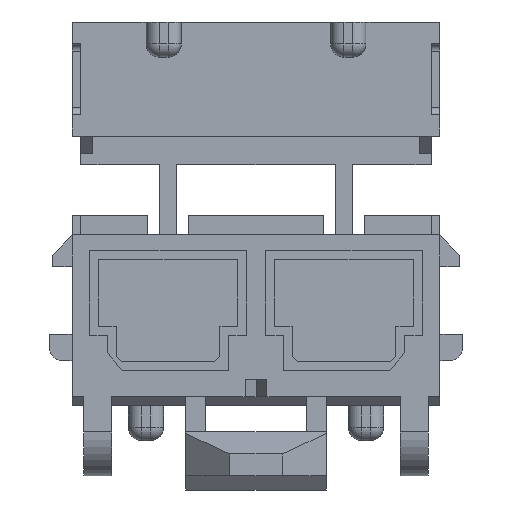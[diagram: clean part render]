
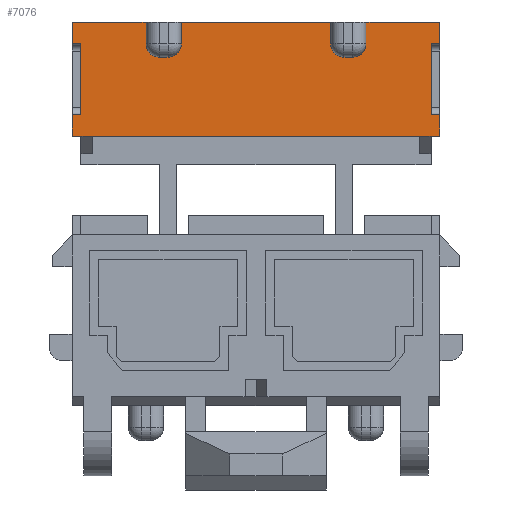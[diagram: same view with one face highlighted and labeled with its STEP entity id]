
A CAD part, front view. The second image highlights one B-rep face of the part: STEP entity #7076.
In plain terms, the highlighted planar face has unit normal (0, -1, 0).
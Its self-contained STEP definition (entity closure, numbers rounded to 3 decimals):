
#1141=DIRECTION('',(1.,0.,0.));
#1142=VECTOR('',#1141,18.6);
#1143=CARTESIAN_POINT('',(-9.3,9.,9.9));
#1144=LINE('',#1143,#1142);
#1161=DIRECTION('',(1.,0.,0.));
#1162=VECTOR('',#1161,0.5);
#1163=CARTESIAN_POINT('',(9.95,9.,9.9));
#1164=LINE('',#1163,#1162);
#1173=DIRECTION('',(1.,0.,0.));
#1174=VECTOR('',#1173,0.5);
#1175=CARTESIAN_POINT('',(-10.45,9.,9.9));
#1176=LINE('',#1175,#1174);
#1597=DIRECTION('',(0.,0.,-1.));
#1598=VECTOR('',#1597,4.);
#1599=CARTESIAN_POINT('',(9.95,9.,15.15));
#1600=LINE('',#1599,#1598);
#1601=DIRECTION('',(-1.,0.,0.));
#1602=VECTOR('',#1601,0.5);
#1603=CARTESIAN_POINT('',(10.45,9.,11.15));
#1604=LINE('',#1603,#1602);
#1605=DIRECTION('',(-1.,0.,0.));
#1606=VECTOR('',#1605,0.65);
#1607=CARTESIAN_POINT('',(9.95,9.,9.9));
#1608=LINE('',#1607,#1606);
#1609=DIRECTION('',(1.,0.,0.));
#1610=VECTOR('',#1609,0.65);
#1611=CARTESIAN_POINT('',(-9.95,9.,9.9));
#1612=LINE('',#1611,#1610);
#1613=DIRECTION('',(1.,0.,0.));
#1614=VECTOR('',#1613,0.5);
#1615=CARTESIAN_POINT('',(-10.45,9.,11.15));
#1616=LINE('',#1615,#1614);
#1617=DIRECTION('',(0.,0.,1.));
#1618=VECTOR('',#1617,4.);
#1619=CARTESIAN_POINT('',(-9.95,9.,11.15));
#1620=LINE('',#1619,#1618);
#1621=DIRECTION('',(1.,0.,0.));
#1622=VECTOR('',#1621,0.5);
#1623=CARTESIAN_POINT('',(-10.45,9.,15.15));
#1624=LINE('',#1623,#1622);
#1625=DIRECTION('',(1.,0.,0.));
#1626=VECTOR('',#1625,4.2);
#1627=CARTESIAN_POINT('',(-10.45,9.,16.4));
#1628=LINE('',#1627,#1626);
#1629=DIRECTION('',(0.,0.,-1.));
#1630=VECTOR('',#1629,1.25);
#1631=CARTESIAN_POINT('',(-6.25,9.,16.4));
#1632=LINE('',#1631,#1630);
#1633=DIRECTION('',(1.,0.,0.));
#1634=VECTOR('',#1633,0.5);
#1635=CARTESIAN_POINT('',(-5.5,9.,14.4));
#1636=LINE('',#1635,#1634);
#1637=DIRECTION('',(0.,0.,-1.));
#1638=VECTOR('',#1637,1.25);
#1639=CARTESIAN_POINT('',(-4.25,9.,16.4));
#1640=LINE('',#1639,#1638);
#1641=DIRECTION('',(1.,0.,0.));
#1642=VECTOR('',#1641,8.5);
#1643=CARTESIAN_POINT('',(-4.25,9.,16.4));
#1644=LINE('',#1643,#1642);
#1645=DIRECTION('',(0.,0.,-1.));
#1646=VECTOR('',#1645,1.25);
#1647=CARTESIAN_POINT('',(4.25,9.,16.4));
#1648=LINE('',#1647,#1646);
#1649=DIRECTION('',(1.,0.,0.));
#1650=VECTOR('',#1649,0.5);
#1651=CARTESIAN_POINT('',(5.,9.,14.4));
#1652=LINE('',#1651,#1650);
#1653=DIRECTION('',(0.,0.,-1.));
#1654=VECTOR('',#1653,1.25);
#1655=CARTESIAN_POINT('',(6.25,9.,16.4));
#1656=LINE('',#1655,#1654);
#1657=DIRECTION('',(1.,0.,0.));
#1658=VECTOR('',#1657,4.2);
#1659=CARTESIAN_POINT('',(6.25,9.,16.4));
#1660=LINE('',#1659,#1658);
#1661=DIRECTION('',(-1.,0.,0.));
#1662=VECTOR('',#1661,0.5);
#1663=CARTESIAN_POINT('',(10.45,9.,15.15));
#1664=LINE('',#1663,#1662);
#1717=DIRECTION('',(0.,0.,-1.));
#1718=VECTOR('',#1717,1.25);
#1719=CARTESIAN_POINT('',(10.45,9.,11.15));
#1720=LINE('',#1719,#1718);
#1735=DIRECTION('',(0.,0.,-1.));
#1736=VECTOR('',#1735,1.25);
#1737=CARTESIAN_POINT('',(10.45,9.,16.4));
#1738=LINE('',#1737,#1736);
#2199=DIRECTION('',(0.,0.,-1.));
#2200=VECTOR('',#2199,1.25);
#2201=CARTESIAN_POINT('',(-10.45,9.,16.4));
#2202=LINE('',#2201,#2200);
#2217=DIRECTION('',(0.,0.,-1.));
#2218=VECTOR('',#2217,1.25);
#2219=CARTESIAN_POINT('',(-10.45,9.,11.15));
#2220=LINE('',#2219,#2218);
#2253=CARTESIAN_POINT('',(-5.5,9.,15.15));
#2254=DIRECTION('',(0.,1.,0.));
#2255=DIRECTION('',(0.,0.,-1.));
#2256=AXIS2_PLACEMENT_3D('',#2253,#2254,#2255);
#2320=CARTESIAN_POINT('',(-5.,9.,15.15));
#2321=DIRECTION('',(0.,1.,0.));
#2322=DIRECTION('',(1.,0.,0.));
#2323=AXIS2_PLACEMENT_3D('',#2320,#2321,#2322);
#2333=CARTESIAN_POINT('',(5.,9.,15.15));
#2334=DIRECTION('',(0.,1.,0.));
#2335=DIRECTION('',(0.,0.,-1.));
#2336=AXIS2_PLACEMENT_3D('',#2333,#2334,#2335);
#2400=CARTESIAN_POINT('',(5.5,9.,15.15));
#2401=DIRECTION('',(0.,1.,0.));
#2402=DIRECTION('',(1.,0.,0.));
#2403=AXIS2_PLACEMENT_3D('',#2400,#2401,#2402);
#4337=CARTESIAN_POINT('',(10.45,9.,16.4));
#4338=VERTEX_POINT('',#4337);
#4371=CARTESIAN_POINT('',(-10.45,9.,16.4));
#4372=VERTEX_POINT('',#4371);
#4585=CARTESIAN_POINT('',(-6.25,9.,16.4));
#4586=VERTEX_POINT('',#4585);
#4587=CARTESIAN_POINT('',(-4.25,9.,16.4));
#4588=CARTESIAN_POINT('',(4.25,9.,16.4));
#4589=VERTEX_POINT('',#4587);
#4590=VERTEX_POINT('',#4588);
#4591=CARTESIAN_POINT('',(6.25,9.,16.4));
#4592=VERTEX_POINT('',#4591);
#4594=CARTESIAN_POINT('',(-5.5,9.,14.4));
#4596=VERTEX_POINT('',#4594);
#4598=CARTESIAN_POINT('',(-6.25,9.,15.15));
#4600=VERTEX_POINT('',#4598);
#4609=CARTESIAN_POINT('',(-5.,9.,14.4));
#4610=VERTEX_POINT('',#4609);
#4611=CARTESIAN_POINT('',(-4.25,9.,15.15));
#4612=VERTEX_POINT('',#4611);
#4614=CARTESIAN_POINT('',(5.,9.,14.4));
#4616=VERTEX_POINT('',#4614);
#4618=CARTESIAN_POINT('',(4.25,9.,15.15));
#4620=VERTEX_POINT('',#4618);
#4629=CARTESIAN_POINT('',(5.5,9.,14.4));
#4630=VERTEX_POINT('',#4629);
#4631=CARTESIAN_POINT('',(6.25,9.,15.15));
#4632=VERTEX_POINT('',#4631);
#4637=CARTESIAN_POINT('',(9.95,9.,9.9));
#4638=CARTESIAN_POINT('',(9.3,9.,9.9));
#4639=VERTEX_POINT('',#4637);
#4640=VERTEX_POINT('',#4638);
#4645=CARTESIAN_POINT('',(-9.95,9.,9.9));
#4646=CARTESIAN_POINT('',(-9.3,9.,9.9));
#4647=VERTEX_POINT('',#4645);
#4648=VERTEX_POINT('',#4646);
#4649=CARTESIAN_POINT('',(-10.45,9.,9.9));
#4650=VERTEX_POINT('',#4649);
#4651=CARTESIAN_POINT('',(10.45,9.,9.9));
#4652=VERTEX_POINT('',#4651);
#4653=CARTESIAN_POINT('',(9.95,9.,15.15));
#4654=CARTESIAN_POINT('',(9.95,9.,11.15));
#4655=VERTEX_POINT('',#4653);
#4656=VERTEX_POINT('',#4654);
#4657=CARTESIAN_POINT('',(10.45,9.,11.15));
#4658=VERTEX_POINT('',#4657);
#4659=CARTESIAN_POINT('',(10.45,9.,15.15));
#4660=VERTEX_POINT('',#4659);
#4661=CARTESIAN_POINT('',(-10.45,9.,15.15));
#4662=CARTESIAN_POINT('',(-9.95,9.,15.15));
#4663=VERTEX_POINT('',#4661);
#4664=VERTEX_POINT('',#4662);
#4665=CARTESIAN_POINT('',(-10.45,9.,11.15));
#4666=CARTESIAN_POINT('',(-9.95,9.,11.15));
#4667=VERTEX_POINT('',#4665);
#4668=VERTEX_POINT('',#4666);
#7020=CARTESIAN_POINT('',(-10.45,9.,16.4));
#7021=DIRECTION('',(0.,-1.,0.));
#7022=DIRECTION('',(0.,0.,-1.));
#7023=AXIS2_PLACEMENT_3D('',#7020,#7021,#7022);
#7024=PLANE('',#7023);
#7026=ORIENTED_EDGE('',*,*,#7025,.T.);
#7028=ORIENTED_EDGE('',*,*,#7027,.F.);
#7030=ORIENTED_EDGE('',*,*,#7029,.T.);
#7031=ORIENTED_EDGE('',*,*,#6449,.F.);
#7033=ORIENTED_EDGE('',*,*,#7032,.T.);
#7034=ORIENTED_EDGE('',*,*,#6429,.F.);
#7035=ORIENTED_EDGE('',*,*,#6492,.F.);
#7036=ORIENTED_EDGE('',*,*,#6465,.F.);
#7038=ORIENTED_EDGE('',*,*,#7037,.F.);
#7040=ORIENTED_EDGE('',*,*,#7039,.T.);
#7042=ORIENTED_EDGE('',*,*,#7041,.T.);
#7044=ORIENTED_EDGE('',*,*,#7043,.F.);
#7046=ORIENTED_EDGE('',*,*,#7045,.F.);
#7047=ORIENTED_EDGE('',*,*,#6989,.T.);
#7049=ORIENTED_EDGE('',*,*,#7048,.T.);
#7051=ORIENTED_EDGE('',*,*,#7050,.F.);
#7053=ORIENTED_EDGE('',*,*,#7052,.T.);
#7055=ORIENTED_EDGE('',*,*,#7054,.F.);
#7057=ORIENTED_EDGE('',*,*,#7056,.F.);
#7058=ORIENTED_EDGE('',*,*,#6977,.T.);
#7060=ORIENTED_EDGE('',*,*,#7059,.T.);
#7062=ORIENTED_EDGE('',*,*,#7061,.F.);
#7064=ORIENTED_EDGE('',*,*,#7063,.T.);
#7066=ORIENTED_EDGE('',*,*,#7065,.F.);
#7068=ORIENTED_EDGE('',*,*,#7067,.F.);
#7069=ORIENTED_EDGE('',*,*,#6965,.T.);
#7071=ORIENTED_EDGE('',*,*,#7070,.T.);
#7073=ORIENTED_EDGE('',*,*,#7072,.T.);
#7074=EDGE_LOOP('',(#7026,#7028,#7030,#7031,#7033,#7034,#7035,#7036,#7038,#7040,
#7042,#7044,#7046,#7047,#7049,#7051,#7053,#7055,#7057,#7058,#7060,#7062,#7064,
#7066,#7068,#7069,#7071,#7073));
#7075=FACE_OUTER_BOUND('',#7074,.F.);
#7076=ADVANCED_FACE('',(#7075),#7024,.T.);
#2257=CIRCLE('',#2256,0.75);
#2324=CIRCLE('',#2323,0.75);
#2337=CIRCLE('',#2336,0.75);
#2404=CIRCLE('',#2403,0.75);
#6429=EDGE_CURVE('',#4648,#4640,#1144,.T.);
#6449=EDGE_CURVE('',#4639,#4652,#1164,.T.);
#6465=EDGE_CURVE('',#4650,#4647,#1176,.T.);
#6492=EDGE_CURVE('',#4647,#4648,#1612,.T.);
#6965=EDGE_CURVE('',#4592,#4338,#1660,.T.);
#6977=EDGE_CURVE('',#4589,#4590,#1644,.T.);
#6989=EDGE_CURVE('',#4372,#4586,#1628,.T.);
#7025=EDGE_CURVE('',#4655,#4656,#1600,.T.);
#7027=EDGE_CURVE('',#4658,#4656,#1604,.T.);
#7029=EDGE_CURVE('',#4658,#4652,#1720,.T.);
#7032=EDGE_CURVE('',#4639,#4640,#1608,.T.);
#7037=EDGE_CURVE('',#4667,#4650,#2220,.T.);
#7039=EDGE_CURVE('',#4667,#4668,#1616,.T.);
#7041=EDGE_CURVE('',#4668,#4664,#1620,.T.);
#7043=EDGE_CURVE('',#4663,#4664,#1624,.T.);
#7045=EDGE_CURVE('',#4372,#4663,#2202,.T.);
#7048=EDGE_CURVE('',#4586,#4600,#1632,.T.);
#7050=EDGE_CURVE('',#4596,#4600,#2257,.T.);
#7052=EDGE_CURVE('',#4596,#4610,#1636,.T.);
#7054=EDGE_CURVE('',#4612,#4610,#2324,.T.);
#7056=EDGE_CURVE('',#4589,#4612,#1640,.T.);
#7059=EDGE_CURVE('',#4590,#4620,#1648,.T.);
#7061=EDGE_CURVE('',#4616,#4620,#2337,.T.);
#7063=EDGE_CURVE('',#4616,#4630,#1652,.T.);
#7065=EDGE_CURVE('',#4632,#4630,#2404,.T.);
#7067=EDGE_CURVE('',#4592,#4632,#1656,.T.);
#7070=EDGE_CURVE('',#4338,#4660,#1738,.T.);
#7072=EDGE_CURVE('',#4660,#4655,#1664,.T.);
